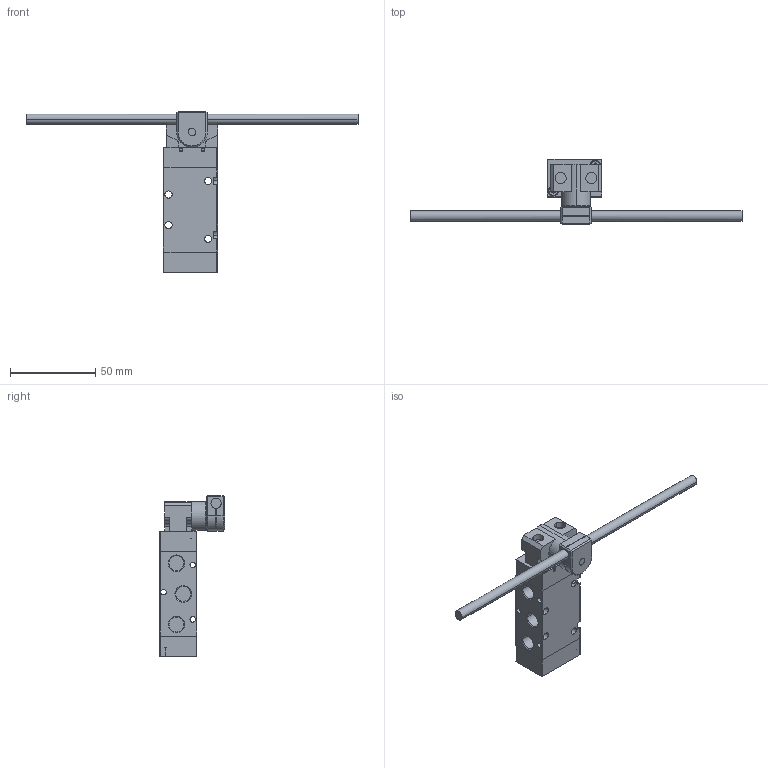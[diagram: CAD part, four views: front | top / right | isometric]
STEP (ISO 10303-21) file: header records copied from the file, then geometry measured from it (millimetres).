
FILE_DESCRIPTION (( 'STEP AP214' ), '1' );
FILE_NAME ('80_4_g74.STEP', '2015-12-21T09:14:40', ( '' ), ( '' ), 'SwSTEP 2.0', 'SolidWorks 2016', '' );
FILE_SCHEMA (( 'AUTOMOTIVE_DESIGN' ));
Length unit declared in the file: millimetre
Products named in the file (1): 80_4_g74
Bounding box: 195 x 38.25 x 94.5 mm (x, y, z)
Volume: 64630.7 mm3; surface area: 24751.7 mm2
Topology: 8 solids, 8 shells, 368 faces, 931 edges, 600 vertices
Faces by surface type: plane 188, cylinder 100, cone 41, bspline 39
Entity records: 13641 total; most frequent: CARTESIAN_POINT 4112, ORIENTED_EDGE 1846, DIRECTION 1831, EDGE_CURVE 923, AXIS2_PLACEMENT_3D 656, VERTEX_POINT 600, LINE 519, VECTOR 519
